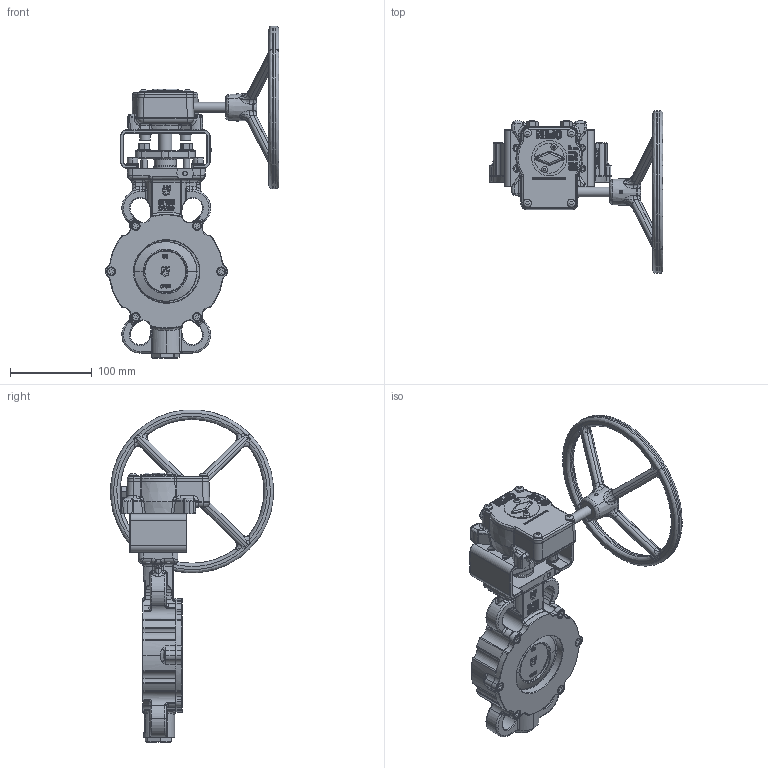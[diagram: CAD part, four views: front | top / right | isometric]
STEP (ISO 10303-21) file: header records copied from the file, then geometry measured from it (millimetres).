
FILE_DESCRIPTION(('HOOPS Exchange Step'),'2;1');
FILE_NAME('AK13_DN80_PN10-40-ANSI150-300_Getriebe.stp','2024-11-22T11:30:17+01:00',('nieru'),('Unknown organisation'),'HOOPS Exchange 2024.2','HOOPS Exchange','Unknown authorisation');
FILE_SCHEMA( ('AP203_CONFIGURATION_CONTROLLED_3D_DESIGN_OF_MECHANICAL_PARTS_AND_ASSEMBLIES_MIM_LF') );
Length unit declared in the file: millimetre
Products named in the file (8): 0; root
Assembly tree (7 placements, depth 4):
  root
    0
    0
      0
      0
        0
      0
      0
Bounding box: 213.01 x 199.24 x 406.62 mm (x, y, z)
Volume: 1314691.1 mm3; surface area: 293585.8 mm2
Topology: 54 solids, 54 shells, 5579 faces, 13283 edges, 7720 vertices
Faces by surface type: bspline 2716, cylinder 1221, plane 905, cone 364, torus 221, sphere 152
Full cylindrical faces by diameter (mm): 2.417 x1, 4 x1, 6.647 x4, 7.6 x2, 8 x6, 8.376 x4, 9 x12, 10 x4, 11 x6, 12 x2, 13 x5, 13.533 x1, 14.8 x8, 16 x1, 17.5 x2, 18 x2, 18.5 x1, 20 x2, 21 x2, 27.5 x1, 28 x1, 38 x2, 43 x1, 100.02 x1
Entity records: 467576 total; most frequent: CARTESIAN_POINT 357709, ORIENTED_EDGE 26116, DIRECTION 16765, EDGE_CURVE 13058, VERTEX_POINT 7720, AXIS2_PLACEMENT_3D 6760, EDGE_LOOP 5778, FACE_BOUND 5778
